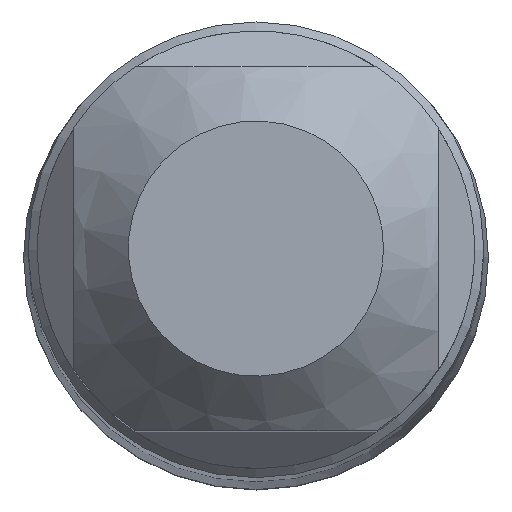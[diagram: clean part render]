
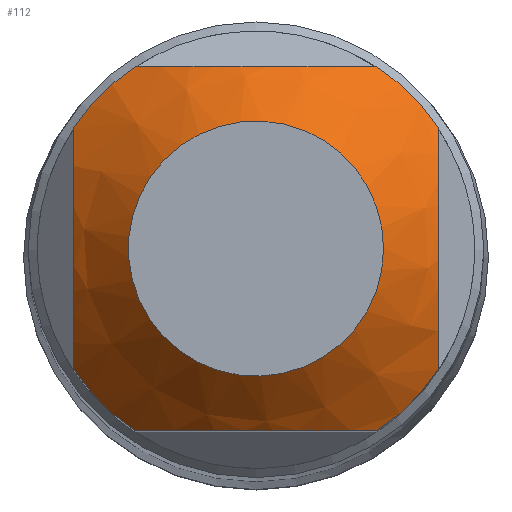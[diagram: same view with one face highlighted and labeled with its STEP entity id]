
A CAD part, top view. The second image highlights one B-rep face of the part: STEP entity #112.
In plain terms, the highlighted conical face has half-angle 45 degrees and reference radius 1.4 mm.
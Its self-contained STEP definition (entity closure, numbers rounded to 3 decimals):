
#112=ADVANCED_FACE('',(#142,#143),#125,.T.);
#125=CONICAL_SURFACE('',#426,1.4,45.);
#142=FACE_BOUND('',#175,.T.);
#143=FACE_BOUND('',#176,.T.);
#175=EDGE_LOOP('',(#223));
#176=EDGE_LOOP('',(#224,#225,#226,#227,#228,#229,#230,#231));
#223=ORIENTED_EDGE('',*,*,#303,.F.);
#224=ORIENTED_EDGE('',*,*,#319,.T.);
#225=ORIENTED_EDGE('',*,*,#320,.T.);
#226=ORIENTED_EDGE('',*,*,#321,.T.);
#227=ORIENTED_EDGE('',*,*,#307,.T.);
#228=ORIENTED_EDGE('',*,*,#322,.T.);
#229=ORIENTED_EDGE('',*,*,#312,.T.);
#230=ORIENTED_EDGE('',*,*,#323,.T.);
#231=ORIENTED_EDGE('',*,*,#317,.T.);
#273=VERTEX_POINT('',#600);
#276=VERTEX_POINT('',#608);
#277=VERTEX_POINT('',#615);
#280=VERTEX_POINT('',#624);
#281=VERTEX_POINT('',#631);
#284=VERTEX_POINT('',#640);
#285=VERTEX_POINT('',#647);
#286=VERTEX_POINT('',#651);
#287=VERTEX_POINT('',#658);
#303=EDGE_CURVE('',#273,#273,#340,.T.);
#307=EDGE_CURVE('',#277,#276,#359,.T.);
#312=EDGE_CURVE('',#281,#280,#360,.T.);
#317=EDGE_CURVE('',#285,#284,#361,.T.);
#319=EDGE_CURVE('',#284,#286,#341,.T.);
#320=EDGE_CURVE('',#286,#287,#362,.T.);
#321=EDGE_CURVE('',#287,#277,#342,.T.);
#322=EDGE_CURVE('',#276,#281,#343,.T.);
#323=EDGE_CURVE('',#280,#285,#344,.T.);
#340=CIRCLE('',#411,1.4);
#341=CIRCLE('',#422,2.4);
#342=CIRCLE('',#423,2.4);
#343=CIRCLE('',#424,2.4);
#344=CIRCLE('',#425,2.4);
#359=B_SPLINE_CURVE_WITH_KNOTS('',3,(#609,#610,#611,#612,#613,#614),
 .UNSPECIFIED.,.F.,.F.,(4,2,4),(0.,0.5,1.),.UNSPECIFIED.);
#360=B_SPLINE_CURVE_WITH_KNOTS('',3,(#625,#626,#627,#628,#629,#630),
 .UNSPECIFIED.,.F.,.F.,(4,2,4),(0.,0.5,1.),.UNSPECIFIED.);
#361=B_SPLINE_CURVE_WITH_KNOTS('',3,(#641,#642,#643,#644,#645,#646),
 .UNSPECIFIED.,.F.,.F.,(4,2,4),(0.,0.5,1.),.UNSPECIFIED.);
#362=B_SPLINE_CURVE_WITH_KNOTS('',3,(#652,#653,#654,#655,#656,#657),
 .UNSPECIFIED.,.F.,.F.,(4,2,4),(0.,0.5,1.),.UNSPECIFIED.);
#411=AXIS2_PLACEMENT_3D('',#599,#477,#478);
#422=AXIS2_PLACEMENT_3D('',#650,#508,#509);
#423=AXIS2_PLACEMENT_3D('',#659,#510,#511);
#424=AXIS2_PLACEMENT_3D('',#660,#512,#513);
#425=AXIS2_PLACEMENT_3D('',#661,#514,#515);
#426=AXIS2_PLACEMENT_3D('',#662,#516,#517);
#477=DIRECTION('',(0.,0.,1.));
#478=DIRECTION('',(1.,0.,0.));
#508=DIRECTION('',(0.,0.,1.));
#509=DIRECTION('',(-1.,0.,0.));
#510=DIRECTION('',(0.,0.,1.));
#511=DIRECTION('',(-1.,0.,0.));
#512=DIRECTION('',(0.,0.,1.));
#513=DIRECTION('',(-1.,0.,0.));
#514=DIRECTION('',(0.,0.,1.));
#515=DIRECTION('',(-1.,0.,0.));
#516=DIRECTION('',(0.,0.,-1.));
#517=DIRECTION('',(-1.,0.,0.));
#599=CARTESIAN_POINT('',(0.,0.,0.));
#600=CARTESIAN_POINT('',(1.4,0.,0.));
#608=CARTESIAN_POINT('',(-1.327,2.,-1.));
#609=CARTESIAN_POINT('',(1.327,2.,-1.));
#610=CARTESIAN_POINT('',(0.917,2.,-0.774));
#611=CARTESIAN_POINT('',(0.465,2.,-0.6));
#612=CARTESIAN_POINT('',(-0.465,2.,-0.6));
#613=CARTESIAN_POINT('',(-0.917,2.,-0.774));
#614=CARTESIAN_POINT('',(-1.327,2.,-1.));
#615=CARTESIAN_POINT('',(1.327,2.,-1.));
#624=CARTESIAN_POINT('',(-2.,-1.327,-1.));
#625=CARTESIAN_POINT('',(-2.,1.327,-1.));
#626=CARTESIAN_POINT('',(-2.,0.917,-0.774));
#627=CARTESIAN_POINT('',(-2.,0.465,-0.6));
#628=CARTESIAN_POINT('',(-2.,-0.465,-0.6));
#629=CARTESIAN_POINT('',(-2.,-0.917,-0.774));
#630=CARTESIAN_POINT('',(-2.,-1.327,-1.));
#631=CARTESIAN_POINT('',(-2.,1.327,-1.));
#640=CARTESIAN_POINT('',(1.327,-2.,-1.));
#641=CARTESIAN_POINT('',(-1.327,-2.,-1.));
#642=CARTESIAN_POINT('',(-0.917,-2.,-0.774));
#643=CARTESIAN_POINT('',(-0.465,-2.,-0.6));
#644=CARTESIAN_POINT('',(0.465,-2.,-0.6));
#645=CARTESIAN_POINT('',(0.917,-2.,-0.774));
#646=CARTESIAN_POINT('',(1.327,-2.,-1.));
#647=CARTESIAN_POINT('',(-1.327,-2.,-1.));
#650=CARTESIAN_POINT('',(0.,0.,-1.));
#651=CARTESIAN_POINT('',(2.,-1.327,-1.));
#652=CARTESIAN_POINT('',(2.,-1.327,-1.));
#653=CARTESIAN_POINT('',(2.,-0.917,-0.774));
#654=CARTESIAN_POINT('',(2.,-0.465,-0.6));
#655=CARTESIAN_POINT('',(2.,0.465,-0.6));
#656=CARTESIAN_POINT('',(2.,0.917,-0.774));
#657=CARTESIAN_POINT('',(2.,1.327,-1.));
#658=CARTESIAN_POINT('',(2.,1.327,-1.));
#659=CARTESIAN_POINT('',(0.,0.,-1.));
#660=CARTESIAN_POINT('',(0.,0.,-1.));
#661=CARTESIAN_POINT('',(0.,0.,-1.));
#662=CARTESIAN_POINT('',(0.,0.,0.));
